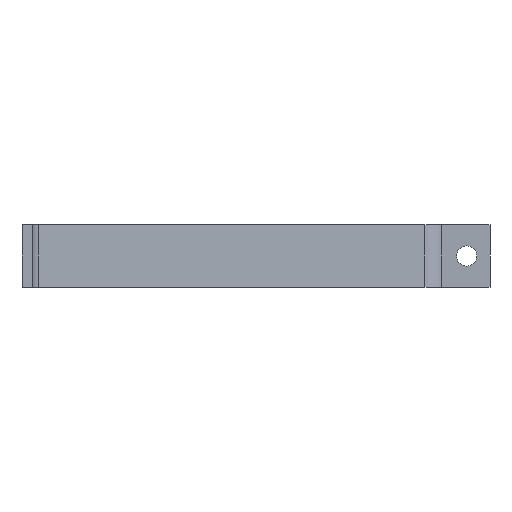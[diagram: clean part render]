
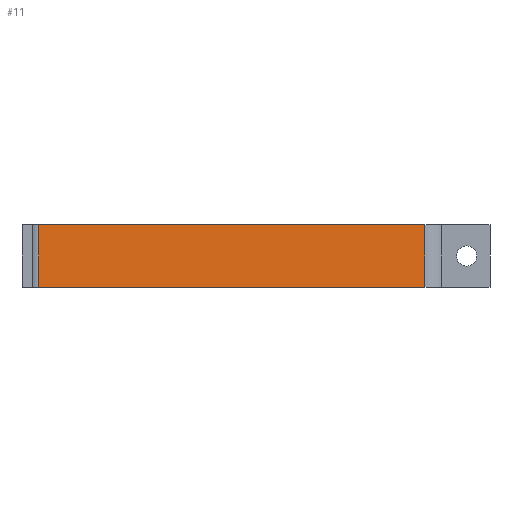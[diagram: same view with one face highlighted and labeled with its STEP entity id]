
A CAD part, front view. The second image highlights one B-rep face of the part: STEP entity #11.
In plain terms, the highlighted planar face has unit normal (0.707, -0.707, 0).
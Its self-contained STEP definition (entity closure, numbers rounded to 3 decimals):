
#11 = ADVANCED_FACE ( 'NONE', ( #396 ), #266, .F. ) ;
#123 = VECTOR ( 'NONE', #258, 1000. ) ;
#125 = LINE ( 'NONE', #289, #123 ) ;
#129 = VECTOR ( 'NONE', #166, 1000. ) ;
#131 = VECTOR ( 'NONE', #293, 1000. ) ;
#134 = LINE ( 'NONE', #178, #129 ) ;
#137 = VECTOR ( 'NONE', #323, 1000. ) ;
#138 = LINE ( 'NONE', #177, #131 ) ;
#140 = LINE ( 'NONE', #285, #137 ) ;
#166 = DIRECTION ( 'NONE',  ( 0.707, 0.707, 0. ) ) ;
#177 = CARTESIAN_POINT ( 'NONE',  ( 10.893, 41.701, 40. ) ) ;
#178 = CARTESIAN_POINT ( 'NONE',  ( 258.299, 289.107, 40. ) ) ;
#222 = CARTESIAN_POINT ( 'NONE',  ( 258.299, 289.107, 40. ) ) ;
#238 = DIRECTION ( 'NONE',  ( -0.707, 0.707, 0. ) ) ;
#252 = CARTESIAN_POINT ( 'NONE',  ( 10.893, 41.701, 40. ) ) ;
#254 = CARTESIAN_POINT ( 'NONE',  ( 10.893, 41.701, 0. ) ) ;
#258 = DIRECTION ( 'NONE',  ( 0.707, 0.707, 0. ) ) ;
#266 = PLANE ( 'NONE',  #526 ) ;
#281 = CARTESIAN_POINT ( 'NONE',  ( 258.299, 289.107, 40. ) ) ;
#285 = CARTESIAN_POINT ( 'NONE',  ( 258.299, 289.107, 40. ) ) ;
#289 = CARTESIAN_POINT ( 'NONE',  ( 258.299, 289.107, 0. ) ) ;
#293 = DIRECTION ( 'NONE',  ( 0., 0., -1. ) ) ;
#297 = CARTESIAN_POINT ( 'NONE',  ( 258.299, 289.107, 0. ) ) ;
#304 = DIRECTION ( 'NONE',  ( -0.707, -0.707, 0. ) ) ;
#323 = DIRECTION ( 'NONE',  ( 0., 0., -1. ) ) ;
#396 = FACE_OUTER_BOUND ( 'NONE', #412, .T. ) ;
#412 = EDGE_LOOP ( 'NONE', ( #469, #470, #471, #472 ) ) ;
#441 = VERTEX_POINT ( 'NONE', #281 ) ;
#444 = VERTEX_POINT ( 'NONE', #254 ) ;
#446 = VERTEX_POINT ( 'NONE', #252 ) ;
#452 = VERTEX_POINT ( 'NONE', #297 ) ;
#469 = ORIENTED_EDGE ( 'NONE', *, *, #559, .T. ) ;
#470 = ORIENTED_EDGE ( 'NONE', *, *, #551, .F. ) ;
#471 = ORIENTED_EDGE ( 'NONE', *, *, #556, .F. ) ;
#472 = ORIENTED_EDGE ( 'NONE', *, *, #555, .T. ) ;
#526 = AXIS2_PLACEMENT_3D ( 'NONE', #222, #238, #304 ) ;
#551 = EDGE_CURVE ( 'NONE', #441, #452, #140, .T. ) ;
#555 = EDGE_CURVE ( 'NONE', #446, #444, #138, .T. ) ;
#556 = EDGE_CURVE ( 'NONE', #446, #441, #134, .T. ) ;
#559 = EDGE_CURVE ( 'NONE', #444, #452, #125, .T. ) ;
